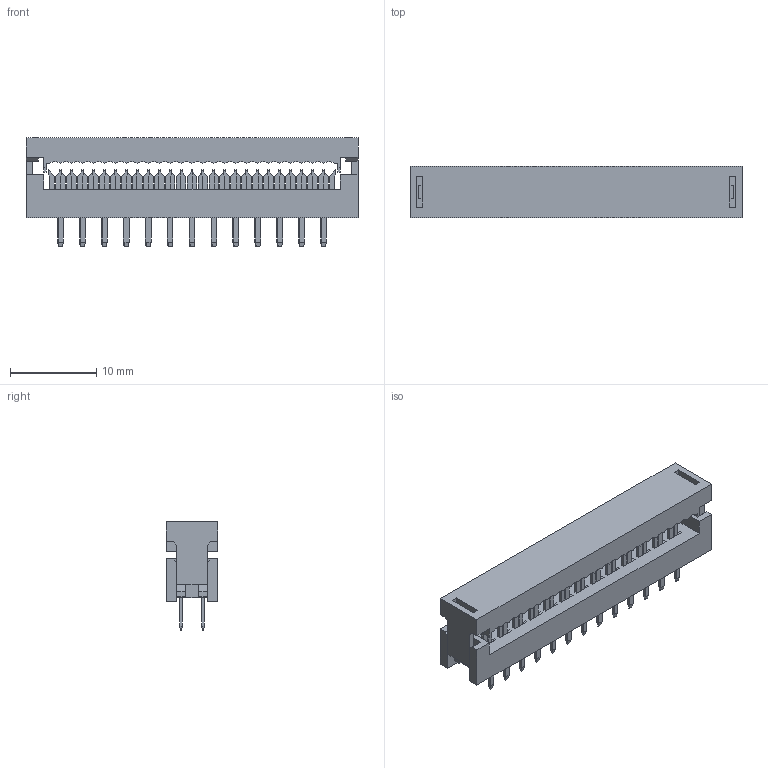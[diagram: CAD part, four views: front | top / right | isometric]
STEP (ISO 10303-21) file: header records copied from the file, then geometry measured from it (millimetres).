
FILE_DESCRIPTION(/* description */ ('Unknown'),/* implementation_level */ '2;1');
FILE_NAME(/* name */ '61202622323',/* time_stamp */ '2017-05-17T10:01:39+02:00',/* author */ ('Unknown'),/* organization */ ('Unknown'),/* preprocessor_version */ 'ST-DEVELOPER v16.7',/* originating_system */ 'DEX',/* authorisation */ $);
FILE_SCHEMA (('AUTOMOTIVE_DESIGN {1 0 10303 214 3 1 1}'));
Length unit declared in the file: millimetre
Products named in the file (4): 6120xx22323_Open; 61202622323; 6120xx22323_PIN; 61202622323_PAD
Assembly tree (28 placements, depth 2):
  6120xx22323_Open
    61202622323
    6120xx22323_PIN  x26
    61202622323_PAD
Bounding box: 38.47 x 6 x 12.6 mm (x, y, z)
Volume: 1359.7 mm3; surface area: 2761.2 mm2
Topology: 28 solids, 28 shells, 1141 faces, 3045 edges, 1958 vertices
Faces by surface type: plane 1089, cylinder 52
Entity records: 16667 total; most frequent: CARTESIAN_POINT 2929, ORIENTED_EDGE 2890, DIRECTION 2587, EDGE_CURVE 1445, LINE 1339, VECTOR 1339, VERTEX_POINT 958, AXIS2_PLACEMENT_3D 624
